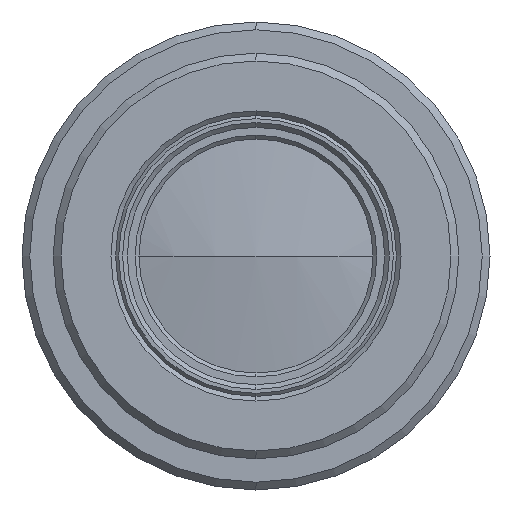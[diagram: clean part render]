
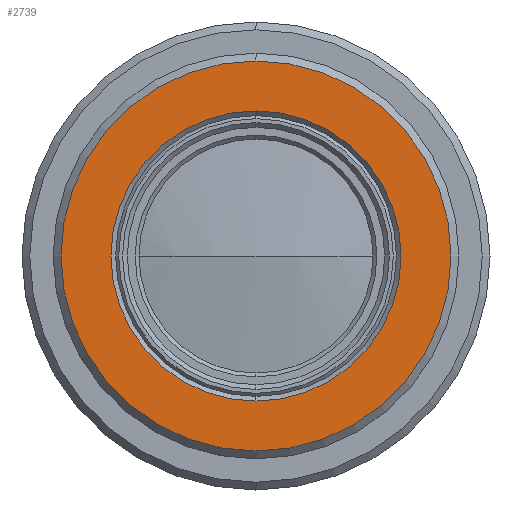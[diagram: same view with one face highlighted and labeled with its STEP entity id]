
A CAD part, left-side view. The second image highlights one B-rep face of the part: STEP entity #2739.
In plain terms, the highlighted planar face has unit normal (-1, 0, 0).
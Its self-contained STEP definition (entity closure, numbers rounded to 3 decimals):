
#82 = VERTEX_POINT ( 'NONE', #2274 ) ;
#183 = CARTESIAN_POINT ( 'NONE',  ( -12., 9.3, 0. ) ) ;
#379 = DIRECTION ( 'NONE',  ( -1., 0., 0. ) ) ;
#404 = ORIENTED_EDGE ( 'NONE', *, *, #1983, .T. ) ;
#407 = CIRCLE ( 'NONE', #966, 9.3 ) ;
#411 = DIRECTION ( 'NONE',  ( 0., 0., -1. ) ) ;
#431 = CARTESIAN_POINT ( 'NONE',  ( -12., 0., 12.5 ) ) ;
#508 = AXIS2_PLACEMENT_3D ( 'NONE', #1777, #379, #2012 ) ;
#519 = EDGE_LOOP ( 'NONE', ( #2871, #1324 ) ) ;
#533 = CARTESIAN_POINT ( 'NONE',  ( -12., 0., -9.3 ) ) ;
#580 = DIRECTION ( 'NONE',  ( -1., 0., 0. ) ) ;
#651 = CARTESIAN_POINT ( 'NONE',  ( -12., 0., 0. ) ) ;
#757 = AXIS2_PLACEMENT_3D ( 'NONE', #651, #2279, #901 ) ;
#762 = VERTEX_POINT ( 'NONE', #533 ) ;
#901 = DIRECTION ( 'NONE',  ( 0., 0., 1. ) ) ;
#966 = AXIS2_PLACEMENT_3D ( 'NONE', #1004, #2611, #1243 ) ;
#971 = AXIS2_PLACEMENT_3D ( 'NONE', #1977, #580, #2211 ) ;
#1004 = CARTESIAN_POINT ( 'NONE',  ( -12., 0., 0. ) ) ;
#1095 = CIRCLE ( 'NONE', #508, 12.5 ) ;
#1187 = FACE_OUTER_BOUND ( 'NONE', #2484, .T. ) ;
#1243 = DIRECTION ( 'NONE',  ( 0., 0., 1. ) ) ;
#1324 = ORIENTED_EDGE ( 'NONE', *, *, #1727, .F. ) ;
#1443 = CIRCLE ( 'NONE', #971, 9.3 ) ;
#1485 = EDGE_CURVE ( 'NONE', #82, #2801, #2551, .T. ) ;
#1727 = EDGE_CURVE ( 'NONE', #762, #2003, #407, .T. ) ;
#1777 = CARTESIAN_POINT ( 'NONE',  ( -12., 0., 0. ) ) ;
#1786 = FACE_BOUND ( 'NONE', #519, .T. ) ;
#1815 = DIRECTION ( 'NONE',  ( 1., 0., 0. ) ) ;
#1977 = CARTESIAN_POINT ( 'NONE',  ( -12., 0., 0. ) ) ;
#1983 = EDGE_CURVE ( 'NONE', #2801, #82, #1095, .T. ) ;
#2003 = VERTEX_POINT ( 'NONE', #2024 ) ;
#2012 = DIRECTION ( 'NONE',  ( 0., 0., 1. ) ) ;
#2024 = CARTESIAN_POINT ( 'NONE',  ( -12., 0., 9.3 ) ) ;
#2211 = DIRECTION ( 'NONE',  ( 0., 0., 1. ) ) ;
#2274 = CARTESIAN_POINT ( 'NONE',  ( -12., 0., -12.5 ) ) ;
#2279 = DIRECTION ( 'NONE',  ( -1., 0., 0. ) ) ;
#2452 = AXIS2_PLACEMENT_3D ( 'NONE', #183, #1815, #411 ) ;
#2484 = EDGE_LOOP ( 'NONE', ( #2676, #404 ) ) ;
#2551 = CIRCLE ( 'NONE', #757, 12.5 ) ;
#2555 = EDGE_CURVE ( 'NONE', #2003, #762, #1443, .T. ) ;
#2611 = DIRECTION ( 'NONE',  ( -1., 0., 0. ) ) ;
#2676 = ORIENTED_EDGE ( 'NONE', *, *, #1485, .T. ) ;
#2739 = ADVANCED_FACE ( 'NONE', ( #1786, #1187 ), #2940, .F. ) ;
#2801 = VERTEX_POINT ( 'NONE', #431 ) ;
#2871 = ORIENTED_EDGE ( 'NONE', *, *, #2555, .F. ) ;
#2940 = PLANE ( 'NONE',  #2452 ) ;
